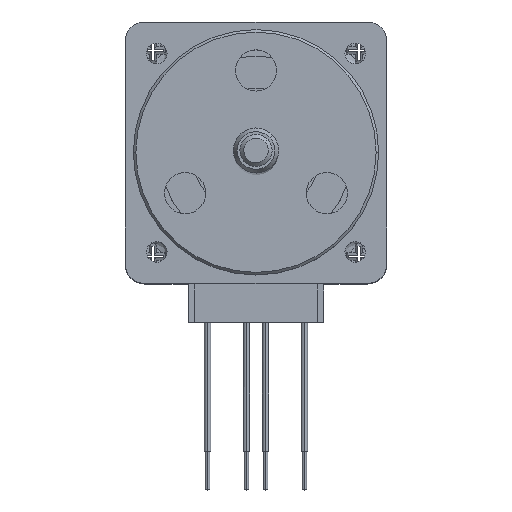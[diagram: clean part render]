
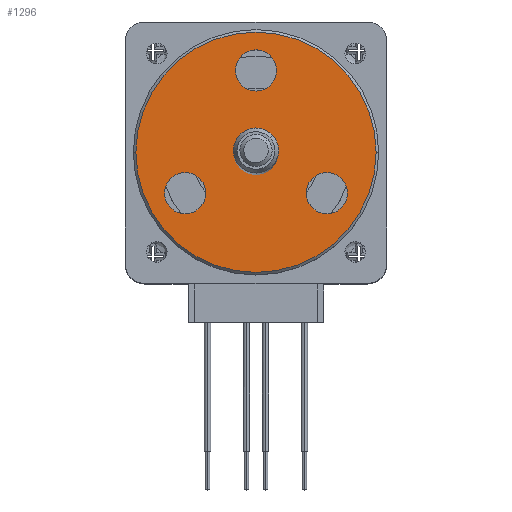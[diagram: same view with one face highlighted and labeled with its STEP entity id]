
A CAD part, top view. The second image highlights one B-rep face of the part: STEP entity #1296.
In plain terms, the highlighted planar face has unit normal (0, 0, 1).
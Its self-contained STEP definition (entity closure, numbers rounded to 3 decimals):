
#15 = CARTESIAN_POINT ( 'NONE',  ( -1.909, 3.251, 63.1 ) ) ;
#187 = PLANE ( 'NONE',  #4653 ) ;
#508 = FACE_BOUND ( 'NONE', #3016, .T. ) ;
#551 = AXIS2_PLACEMENT_3D ( 'NONE', #4328, #863, #4917 ) ;
#553 = ORIENTED_EDGE ( 'NONE', *, *, #4995, .T. ) ;
#581 = VERTEX_POINT ( 'NONE', #4842 ) ;
#674 = CIRCLE ( 'NONE', #5464, 1.55 ) ;
#776 = VERTEX_POINT ( 'NONE', #2496 ) ;
#808 = AXIS2_PLACEMENT_3D ( 'NONE', #4497, #1032, #5088 ) ;
#817 = CARTESIAN_POINT ( 'NONE',  ( -7.408, 0.076, 63.1 ) ) ;
#863 = DIRECTION ( 'NONE',  ( 0., 0., -1. ) ) ;
#900 = AXIS2_PLACEMENT_3D ( 'NONE', #4311, #4257, #4227 ) ;
#939 = CARTESIAN_POINT ( 'NONE',  ( 1.99, 0.076, 63.1 ) ) ;
#1032 = DIRECTION ( 'NONE',  ( 0., 0., 1. ) ) ;
#1083 = EDGE_CURVE ( 'NONE', #581, #4920, #1419, .T. ) ;
#1134 = CIRCLE ( 'NONE', #551, 1.6 ) ;
#1135 = DIRECTION ( 'NONE',  ( -1., 0., 0. ) ) ;
#1159 = DIRECTION ( 'NONE',  ( 0., 0., -1. ) ) ;
#1180 = CARTESIAN_POINT ( 'NONE',  ( 3.59, 0.076, 63.1 ) ) ;
#1210 = DIRECTION ( 'NONE',  ( 0., 0., -1. ) ) ;
#1296 = ADVANCED_FACE ( 'NONE', ( #6993, #2855, #2689, #508, #5744 ), #187, .F. ) ;
#1397 = DIRECTION ( 'NONE',  ( -1., 0., 0. ) ) ;
#1411 = CIRCLE ( 'NONE', #5296, 1.6 ) ;
#1419 = CIRCLE ( 'NONE', #3657, 1.6 ) ;
#1467 = CIRCLE ( 'NONE', #6982, 1.6 ) ;
#1504 = EDGE_CURVE ( 'NONE', #4752, #7006, #1411, .T. ) ;
#1669 = EDGE_CURVE ( 'NONE', #6539, #2818, #7204, .T. ) ;
#1816 = CIRCLE ( 'NONE', #808, 9.325 ) ;
#1878 = EDGE_CURVE ( 'NONE', #7006, #4752, #1467, .T. ) ;
#2176 = CARTESIAN_POINT ( 'NONE',  ( -1.909, 3.251, 63.1 ) ) ;
#2496 = CARTESIAN_POINT ( 'NONE',  ( -0.359, 3.251, 63.1 ) ) ;
#2689 = FACE_BOUND ( 'NONE', #6891, .T. ) ;
#2709 = CARTESIAN_POINT ( 'NONE',  ( -3.459, 3.251, 63.1 ) ) ;
#2757 = DIRECTION ( 'NONE',  ( -1., 0., 0. ) ) ;
#2818 = VERTEX_POINT ( 'NONE', #4788 ) ;
#2855 = FACE_OUTER_BOUND ( 'NONE', #3931, .T. ) ;
#2925 = ORIENTED_EDGE ( 'NONE', *, *, #1878, .T. ) ;
#3016 = EDGE_LOOP ( 'NONE', ( #7329, #6096 ) ) ;
#3037 = EDGE_CURVE ( 'NONE', #776, #5276, #3432, .T. ) ;
#3114 = CARTESIAN_POINT ( 'NONE',  ( 7.416, 3.251, 63.1 ) ) ;
#3256 = CIRCLE ( 'NONE', #3771, 9.325 ) ;
#3257 = CARTESIAN_POINT ( 'NONE',  ( -1.909, 9.601, 63.1 ) ) ;
#3432 = CIRCLE ( 'NONE', #6697, 1.55 ) ;
#3568 = EDGE_CURVE ( 'NONE', #4379, #4295, #3256, .T. ) ;
#3657 = AXIS2_PLACEMENT_3D ( 'NONE', #3257, #6985, #6943 ) ;
#3771 = AXIS2_PLACEMENT_3D ( 'NONE', #2176, #6196, #2757 ) ;
#3919 = ORIENTED_EDGE ( 'NONE', *, *, #3568, .T. ) ;
#3931 = EDGE_LOOP ( 'NONE', ( #6996, #3919 ) ) ;
#3952 = CIRCLE ( 'NONE', #7277, 1.6 ) ;
#4227 = DIRECTION ( 'NONE',  ( -1., 0., 0. ) ) ;
#4243 = ORIENTED_EDGE ( 'NONE', *, *, #4710, .T. ) ;
#4257 = DIRECTION ( 'NONE',  ( 0., 0., -1. ) ) ;
#4295 = VERTEX_POINT ( 'NONE', #4749 ) ;
#4311 = CARTESIAN_POINT ( 'NONE',  ( -7.408, 0.076, 63.1 ) ) ;
#4326 = CARTESIAN_POINT ( 'NONE',  ( -9.008, 0.076, 63.1 ) ) ;
#4328 = CARTESIAN_POINT ( 'NONE',  ( -1.909, 9.601, 63.1 ) ) ;
#4379 = VERTEX_POINT ( 'NONE', #3114 ) ;
#4396 = EDGE_CURVE ( 'NONE', #2818, #6539, #3952, .T. ) ;
#4477 = EDGE_LOOP ( 'NONE', ( #6732, #4243 ) ) ;
#4497 = CARTESIAN_POINT ( 'NONE',  ( -1.909, 3.251, 63.1 ) ) ;
#4653 = AXIS2_PLACEMENT_3D ( 'NONE', #15, #7219, #7207 ) ;
#4680 = CARTESIAN_POINT ( 'NONE',  ( -1.909, 3.251, 63.1 ) ) ;
#4710 = EDGE_CURVE ( 'NONE', #4920, #581, #1134, .T. ) ;
#4734 = EDGE_LOOP ( 'NONE', ( #553, #7179 ) ) ;
#4749 = CARTESIAN_POINT ( 'NONE',  ( -11.234, 3.251, 63.1 ) ) ;
#4752 = VERTEX_POINT ( 'NONE', #939 ) ;
#4788 = CARTESIAN_POINT ( 'NONE',  ( -5.808, 0.076, 63.1 ) ) ;
#4842 = CARTESIAN_POINT ( 'NONE',  ( -3.509, 9.601, 63.1 ) ) ;
#4860 = DIRECTION ( 'NONE',  ( 0., 0., -1. ) ) ;
#4917 = DIRECTION ( 'NONE',  ( -1., 0., 0. ) ) ;
#4920 = VERTEX_POINT ( 'NONE', #6283 ) ;
#4995 = EDGE_CURVE ( 'NONE', #5276, #776, #674, .T. ) ;
#5088 = DIRECTION ( 'NONE',  ( -1., 0., 0. ) ) ;
#5273 = DIRECTION ( 'NONE',  ( -1., 0., 0. ) ) ;
#5276 = VERTEX_POINT ( 'NONE', #2709 ) ;
#5296 = AXIS2_PLACEMENT_3D ( 'NONE', #6300, #6274, #6259 ) ;
#5464 = AXIS2_PLACEMENT_3D ( 'NONE', #4680, #1210, #5273 ) ;
#5744 = FACE_BOUND ( 'NONE', #4477, .T. ) ;
#6002 = CARTESIAN_POINT ( 'NONE',  ( 5.19, 0.076, 63.1 ) ) ;
#6096 = ORIENTED_EDGE ( 'NONE', *, *, #4396, .T. ) ;
#6196 = DIRECTION ( 'NONE',  ( 0., 0., 1. ) ) ;
#6259 = DIRECTION ( 'NONE',  ( -1., 0., 0. ) ) ;
#6274 = DIRECTION ( 'NONE',  ( 0., 0., -1. ) ) ;
#6283 = CARTESIAN_POINT ( 'NONE',  ( -0.309, 9.601, 63.1 ) ) ;
#6297 = DIRECTION ( 'NONE',  ( -1., 0., 0. ) ) ;
#6300 = CARTESIAN_POINT ( 'NONE',  ( 3.59, 0.076, 63.1 ) ) ;
#6314 = DIRECTION ( 'NONE',  ( 0., 0., -1. ) ) ;
#6338 = CARTESIAN_POINT ( 'NONE',  ( -1.909, 3.251, 63.1 ) ) ;
#6539 = VERTEX_POINT ( 'NONE', #4326 ) ;
#6555 = ORIENTED_EDGE ( 'NONE', *, *, #1504, .T. ) ;
#6687 = EDGE_CURVE ( 'NONE', #4295, #4379, #1816, .T. ) ;
#6697 = AXIS2_PLACEMENT_3D ( 'NONE', #6338, #6314, #6297 ) ;
#6732 = ORIENTED_EDGE ( 'NONE', *, *, #1083, .T. ) ;
#6891 = EDGE_LOOP ( 'NONE', ( #6555, #2925 ) ) ;
#6943 = DIRECTION ( 'NONE',  ( -1., 0., 0. ) ) ;
#6982 = AXIS2_PLACEMENT_3D ( 'NONE', #1180, #1159, #1135 ) ;
#6985 = DIRECTION ( 'NONE',  ( 0., 0., -1. ) ) ;
#6993 = FACE_BOUND ( 'NONE', #4734, .T. ) ;
#6996 = ORIENTED_EDGE ( 'NONE', *, *, #6687, .T. ) ;
#7006 = VERTEX_POINT ( 'NONE', #6002 ) ;
#7179 = ORIENTED_EDGE ( 'NONE', *, *, #3037, .T. ) ;
#7204 = CIRCLE ( 'NONE', #900, 1.6 ) ;
#7207 = DIRECTION ( 'NONE',  ( -1., 0., 0. ) ) ;
#7219 = DIRECTION ( 'NONE',  ( 0., 0., -1. ) ) ;
#7277 = AXIS2_PLACEMENT_3D ( 'NONE', #817, #4860, #1397 ) ;
#7329 = ORIENTED_EDGE ( 'NONE', *, *, #1669, .T. ) ;
